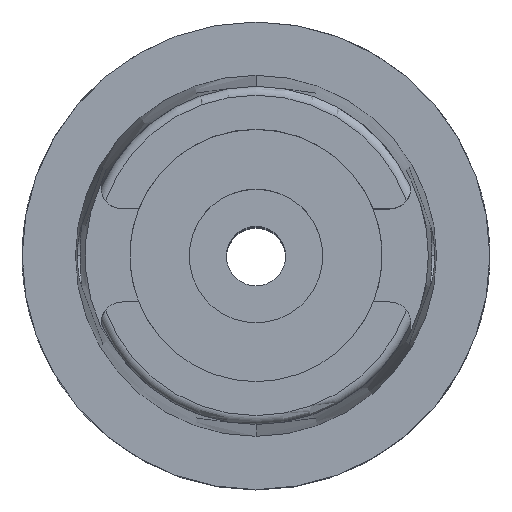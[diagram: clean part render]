
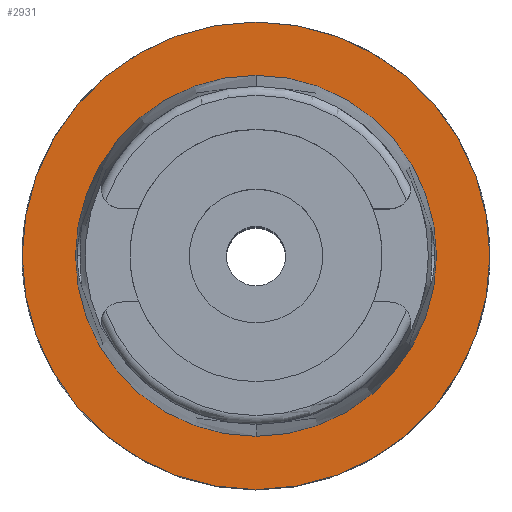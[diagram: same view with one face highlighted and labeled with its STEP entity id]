
A CAD part, top view. The second image highlights one B-rep face of the part: STEP entity #2931.
In plain terms, the highlighted planar face has unit normal (0, 0, 1).
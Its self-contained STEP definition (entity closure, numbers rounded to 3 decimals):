
#614=CARTESIAN_POINT('',(0.,0.,0.));
#615=DIRECTION('',(0.,0.,-1.));
#616=DIRECTION('',(0.,-1.,0.));
#617=AXIS2_PLACEMENT_3D('',#614,#615,#616);
#622=CARTESIAN_POINT('',(0.,0.,0.));
#623=DIRECTION('',(0.,0.,-1.));
#624=DIRECTION('',(0.,1.,0.));
#625=AXIS2_PLACEMENT_3D('',#622,#623,#624);
#630=CARTESIAN_POINT('',(0.,0.,0.));
#631=DIRECTION('',(0.,0.,1.));
#632=DIRECTION('',(0.,-1.,0.));
#633=AXIS2_PLACEMENT_3D('',#630,#631,#632);
#638=CARTESIAN_POINT('',(0.,0.,0.));
#639=DIRECTION('',(0.,0.,1.));
#640=DIRECTION('',(0.,1.,0.));
#641=AXIS2_PLACEMENT_3D('',#638,#639,#640);
#2283=CARTESIAN_POINT('',(0.,-24.315,0.));
#2284=VERTEX_POINT('',#2283);
#2285=CARTESIAN_POINT('',(0.,24.315,0.));
#2286=VERTEX_POINT('',#2285);
#2545=CARTESIAN_POINT('',(0.,31.5,0.));
#2546=VERTEX_POINT('',#2545);
#2547=CARTESIAN_POINT('',(0.,-31.5,0.));
#2548=VERTEX_POINT('',#2547);
#2916=CARTESIAN_POINT('',(0.,0.,0.));
#2917=DIRECTION('',(0.,0.,1.));
#2918=DIRECTION('',(0.,1.,0.));
#2919=AXIS2_PLACEMENT_3D('',#2916,#2917,#2918);
#2920=PLANE('',#2919);
#2922=ORIENTED_EDGE('',*,*,#2921,.T.);
#2924=ORIENTED_EDGE('',*,*,#2923,.T.);
#2925=EDGE_LOOP('',(#2922,#2924));
#2926=FACE_OUTER_BOUND('',#2925,.F.);
#2927=ORIENTED_EDGE('',*,*,#2874,.T.);
#2928=ORIENTED_EDGE('',*,*,#2667,.T.);
#2929=EDGE_LOOP('',(#2927,#2928));
#2930=FACE_BOUND('',#2929,.F.);
#618=CIRCLE('',#617,31.5);
#626=CIRCLE('',#625,31.5);
#634=CIRCLE('',#633,24.315);
#642=CIRCLE('',#641,24.315);
#2667=EDGE_CURVE('',#2286,#2284,#642,.T.);
#2874=EDGE_CURVE('',#2284,#2286,#634,.T.);
#2921=EDGE_CURVE('',#2548,#2546,#618,.T.);
#2923=EDGE_CURVE('',#2546,#2548,#626,.T.);
#2931=ADVANCED_FACE('',(#2926,#2930),#2920,.T.);
